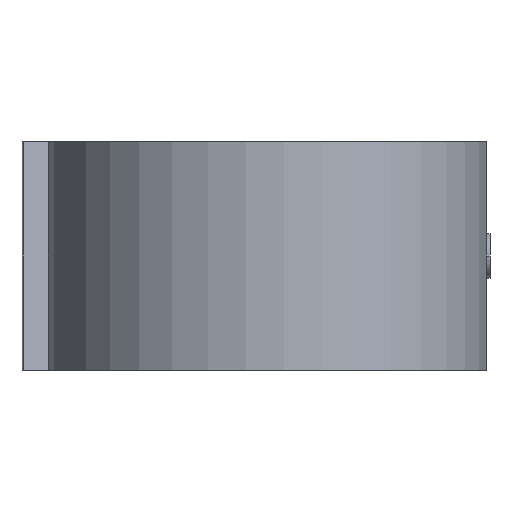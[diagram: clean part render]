
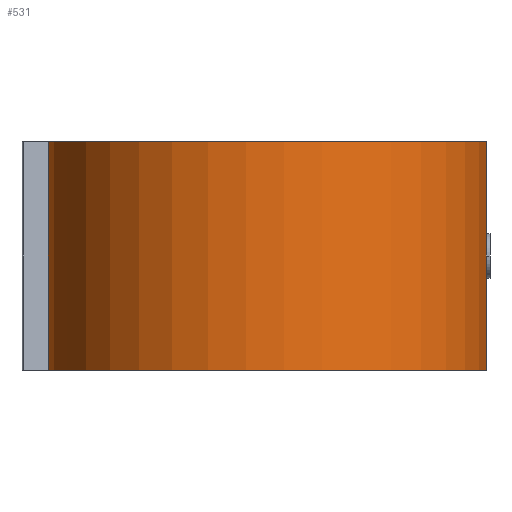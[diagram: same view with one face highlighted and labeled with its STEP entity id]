
A CAD part, front view. The second image highlights one B-rep face of the part: STEP entity #531.
In plain terms, the highlighted cylindrical face has radius 123.167 mm (diameter 246.333 mm), a partial arc.
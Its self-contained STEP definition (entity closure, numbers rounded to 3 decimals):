
#287 = EDGE_CURVE( '', #391, #405, #663, .T. );
#317 = VERTEX_POINT( '', #699 );
#345 = EDGE_CURVE( '', #405, #395, #729, .T. );
#391 = VERTEX_POINT( '', #778 );
#395 = VERTEX_POINT( '', #782 );
#405 = VERTEX_POINT( '', #792 );
#455 = EDGE_CURVE( '', #317, #391, #847, .T. );
#523 = EDGE_CURVE( '', #317, #395, #924, .T. );
#531 = ADVANCED_FACE( '', ( #932 ), #933, .T. );
#663 = CIRCLE( '', #1121, 123.167 );
#699 = CARTESIAN_POINT( '', ( -122.792, -9.6, 64. ) );
#729 = LINE( '', #1244, #1245 );
#778 = CARTESIAN_POINT( '', ( -122.792, -9.6, -64. ) );
#782 = CARTESIAN_POINT( '', ( 122.792, 9.6, 64. ) );
#792 = CARTESIAN_POINT( '', ( 122.792, 9.6, -64. ) );
#847 = LINE( '', #1559, #1560 );
#924 = CIRCLE( '', #1764, 123.167 );
#932 = FACE_OUTER_BOUND( '', #1773, .T. );
#933 = CYLINDRICAL_SURFACE( '', #1774, 123.167 );
#1121 = AXIS2_PLACEMENT_3D( '', #1920, #1921, #1922 );
#1244 = CARTESIAN_POINT( '', ( 122.792, 9.6, 64. ) );
#1245 = VECTOR( '', #2009, 1. );
#1559 = CARTESIAN_POINT( '', ( -122.792, -9.6, 64. ) );
#1560 = VECTOR( '', #2105, 1. );
#1764 = AXIS2_PLACEMENT_3D( '', #2218, #2219, #2220 );
#1773 = EDGE_LOOP( '', ( #2225, #2226, #2227, #2228 ) );
#1774 = AXIS2_PLACEMENT_3D( '', #2229, #2230, #2231 );
#1920 = CARTESIAN_POINT( '', ( 0., 0., -64. ) );
#1921 = DIRECTION( '', ( 0., 0., 1. ) );
#1922 = DIRECTION( '', ( -0.997, -0.078, 0. ) );
#2009 = DIRECTION( '', ( 0., 0., 1. ) );
#2105 = DIRECTION( '', ( 0., 0., -1. ) );
#2218 = CARTESIAN_POINT( '', ( 0., 0., 64. ) );
#2219 = DIRECTION( '', ( 0., 0., 1. ) );
#2220 = DIRECTION( '', ( -0.997, -0.078, 0. ) );
#2225 = ORIENTED_EDGE( '', *, *, #345, .T. );
#2226 = ORIENTED_EDGE( '', *, *, #523, .F. );
#2227 = ORIENTED_EDGE( '', *, *, #455, .T. );
#2228 = ORIENTED_EDGE( '', *, *, #287, .T. );
#2229 = CARTESIAN_POINT( '', ( 0., 0., 64. ) );
#2230 = DIRECTION( '', ( 0., 0., 1. ) );
#2231 = DIRECTION( '', ( -0.997, -0.078, 0. ) );
